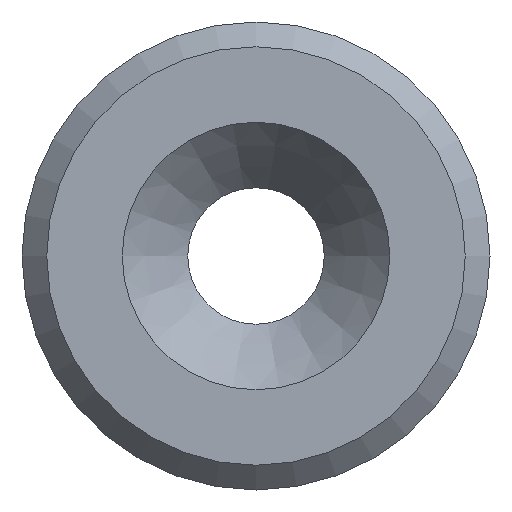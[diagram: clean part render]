
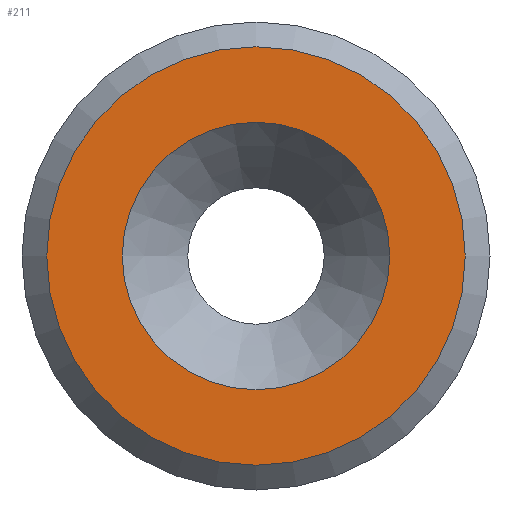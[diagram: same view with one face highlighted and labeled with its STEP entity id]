
A CAD part, left-side view. The second image highlights one B-rep face of the part: STEP entity #211.
In plain terms, the highlighted planar face has unit normal (-1, 0, 0).
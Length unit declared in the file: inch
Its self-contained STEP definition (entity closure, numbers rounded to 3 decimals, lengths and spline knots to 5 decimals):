
#20=FACE_BOUND('',#52,.T.);
#24=PLANE('',#250);
#35=FACE_OUTER_BOUND('',#51,.T.);
#51=EDGE_LOOP('',(#174));
#52=EDGE_LOOP('',(#175));
#92=CIRCLE('',#249,0.2);
#93=CIRCLE('',#251,0.313);
#108=VERTEX_POINT('',#371);
#109=VERTEX_POINT('',#375);
#131=EDGE_CURVE('',#108,#108,#92,.T.);
#132=EDGE_CURVE('',#109,#109,#93,.T.);
#174=ORIENTED_EDGE('',*,*,#132,.F.);
#175=ORIENTED_EDGE('',*,*,#131,.T.);
#211=ADVANCED_FACE('',(#35,#20),#24,.T.);
#249=AXIS2_PLACEMENT_3D('',#373,#306,#307);
#250=AXIS2_PLACEMENT_3D('',#374,#308,#309);
#251=AXIS2_PLACEMENT_3D('',#376,#310,#311);
#306=DIRECTION('center_axis',(1.,0.,0.));
#307=DIRECTION('ref_axis',(0.,0.,-1.));
#308=DIRECTION('center_axis',(-1.,0.,0.));
#309=DIRECTION('ref_axis',(0.,0.,1.));
#310=DIRECTION('center_axis',(1.,0.,0.));
#311=DIRECTION('ref_axis',(0.,0.,-1.));
#371=CARTESIAN_POINT('',(0.,-0.2,0.));
#373=CARTESIAN_POINT('Origin',(0.,0.,0.));
#374=CARTESIAN_POINT('Origin',(0.,0.313,0.));
#375=CARTESIAN_POINT('',(0.,-0.313,0.));
#376=CARTESIAN_POINT('Origin',(0.,0.,0.));
